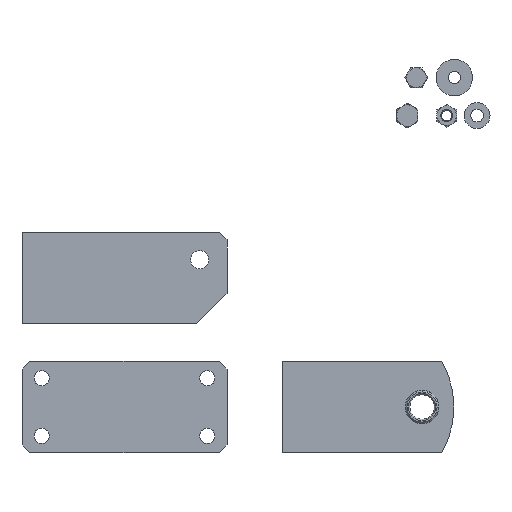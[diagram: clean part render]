
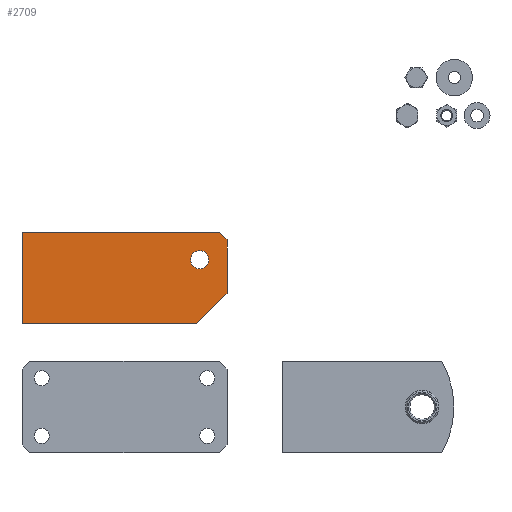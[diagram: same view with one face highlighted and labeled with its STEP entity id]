
A CAD part, front view. The second image highlights one B-rep face of the part: STEP entity #2709.
In plain terms, the highlighted planar face has unit normal (0, -1, 0).
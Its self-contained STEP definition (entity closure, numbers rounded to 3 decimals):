
#301 = CARTESIAN_POINT ( 'NONE',  ( 0., 0., 0. ) ) ;
#358 = DIRECTION ( 'NONE',  ( -0.707, 0., -0.707 ) ) ;
#404 = DIRECTION ( 'NONE',  ( 0., 0., -1. ) ) ;
#418 = CARTESIAN_POINT ( 'NONE',  ( -67.5, 0., 30. ) ) ;
#468 = VERTEX_POINT ( 'NONE', #3275 ) ;
#510 = VERTEX_POINT ( 'NONE', #2555 ) ;
#600 = VECTOR ( 'NONE', #3279, 1000. ) ;
#936 = PLANE ( 'NONE',  #2493 ) ;
#1170 = LINE ( 'NONE', #1247, #600 ) ;
#1247 = CARTESIAN_POINT ( 'NONE',  ( 62.5, 0., 30. ) ) ;
#1446 = ORIENTED_EDGE ( 'NONE', *, *, #4786, .F. ) ;
#1451 = DIRECTION ( 'NONE',  ( 0., 0., -1. ) ) ;
#1598 = EDGE_CURVE ( 'NONE', #3465, #5067, #3508, .T. ) ;
#2087 = VECTOR ( 'NONE', #4133, 1000. ) ;
#2099 = EDGE_LOOP ( 'NONE', ( #3619, #6634 ) ) ;
#2107 = ORIENTED_EDGE ( 'NONE', *, *, #3954, .F. ) ;
#2162 = ORIENTED_EDGE ( 'NONE', *, *, #2648, .F. ) ;
#2252 = VERTEX_POINT ( 'NONE', #6507 ) ;
#2254 = DIRECTION ( 'NONE',  ( 0., 1., 0. ) ) ;
#2399 = CARTESIAN_POINT ( 'NONE',  ( 67.5, 0., -10. ) ) ;
#2436 = DIRECTION ( 'NONE',  ( 0., -1., 0. ) ) ;
#2493 = AXIS2_PLACEMENT_3D ( 'NONE', #301, #2436, #1451 ) ;
#2555 = CARTESIAN_POINT ( 'NONE',  ( 47.5, 0., -30. ) ) ;
#2589 = CARTESIAN_POINT ( 'NONE',  ( 49.5, 0., 18. ) ) ;
#2614 = LINE ( 'NONE', #4139, #6474 ) ;
#2648 = EDGE_CURVE ( 'NONE', #468, #3873, #4585, .T. ) ;
#2709 = ADVANCED_FACE ( 'NONE', ( #6229, #5071 ), #936, .T. ) ;
#2852 = DIRECTION ( 'NONE',  ( 0., 0., 1. ) ) ;
#3157 = DIRECTION ( 'NONE',  ( 0.707, 0., -0.707 ) ) ;
#3275 = CARTESIAN_POINT ( 'NONE',  ( 67.5, 0., 25. ) ) ;
#3279 = DIRECTION ( 'NONE',  ( 1., 0., 0. ) ) ;
#3448 = EDGE_LOOP ( 'NONE', ( #6056, #2162, #5552, #2107, #5455, #1446 ) ) ;
#3465 = VERTEX_POINT ( 'NONE', #3895 ) ;
#3487 = CARTESIAN_POINT ( 'NONE',  ( 47.5, 0., -30. ) ) ;
#3508 = LINE ( 'NONE', #418, #2087 ) ;
#3544 = CARTESIAN_POINT ( 'NONE',  ( 49.5, 0., 12. ) ) ;
#3619 = ORIENTED_EDGE ( 'NONE', *, *, #5597, .T. ) ;
#3729 = CARTESIAN_POINT ( 'NONE',  ( 67.5, 0., -10. ) ) ;
#3797 = LINE ( 'NONE', #4858, #4926 ) ;
#3873 = VERTEX_POINT ( 'NONE', #3729 ) ;
#3895 = CARTESIAN_POINT ( 'NONE',  ( -67.5, 0., -30. ) ) ;
#3954 = EDGE_CURVE ( 'NONE', #5067, #6640, #1170, .T. ) ;
#4133 = DIRECTION ( 'NONE',  ( 0., 0., 1. ) ) ;
#4139 = CARTESIAN_POINT ( 'NONE',  ( 67.5, 0., 25. ) ) ;
#4155 = VERTEX_POINT ( 'NONE', #2589 ) ;
#4182 = CIRCLE ( 'NONE', #5411, 6. ) ;
#4436 = EDGE_CURVE ( 'NONE', #6640, #468, #2614, .T. ) ;
#4552 = CARTESIAN_POINT ( 'NONE',  ( -67.5, 0., 30. ) ) ;
#4585 = LINE ( 'NONE', #2399, #4600 ) ;
#4600 = VECTOR ( 'NONE', #404, 1000. ) ;
#4786 = EDGE_CURVE ( 'NONE', #510, #3465, #3797, .T. ) ;
#4858 = CARTESIAN_POINT ( 'NONE',  ( -67.5, 0., -30. ) ) ;
#4926 = VECTOR ( 'NONE', #6327, 1000. ) ;
#5067 = VERTEX_POINT ( 'NONE', #4552 ) ;
#5071 = FACE_BOUND ( 'NONE', #2099, .T. ) ;
#5073 = AXIS2_PLACEMENT_3D ( 'NONE', #6495, #2254, #2852 ) ;
#5167 = EDGE_CURVE ( 'NONE', #3873, #510, #6153, .T. ) ;
#5411 = AXIS2_PLACEMENT_3D ( 'NONE', #3544, #5743, #5673 ) ;
#5455 = ORIENTED_EDGE ( 'NONE', *, *, #1598, .F. ) ;
#5552 = ORIENTED_EDGE ( 'NONE', *, *, #4436, .F. ) ;
#5597 = EDGE_CURVE ( 'NONE', #2252, #4155, #4182, .T. ) ;
#5631 = CIRCLE ( 'NONE', #5073, 6. ) ;
#5673 = DIRECTION ( 'NONE',  ( 0., 0., 1. ) ) ;
#5743 = DIRECTION ( 'NONE',  ( 0., 1., 0. ) ) ;
#6056 = ORIENTED_EDGE ( 'NONE', *, *, #5167, .F. ) ;
#6153 = LINE ( 'NONE', #3487, #6356 ) ;
#6229 = FACE_OUTER_BOUND ( 'NONE', #3448, .T. ) ;
#6284 = EDGE_CURVE ( 'NONE', #4155, #2252, #5631, .T. ) ;
#6327 = DIRECTION ( 'NONE',  ( -1., 0., 0. ) ) ;
#6356 = VECTOR ( 'NONE', #358, 1000. ) ;
#6474 = VECTOR ( 'NONE', #3157, 1000. ) ;
#6495 = CARTESIAN_POINT ( 'NONE',  ( 49.5, 0., 12. ) ) ;
#6507 = CARTESIAN_POINT ( 'NONE',  ( 49.5, 0., 6. ) ) ;
#6508 = CARTESIAN_POINT ( 'NONE',  ( 62.5, 0., 30. ) ) ;
#6634 = ORIENTED_EDGE ( 'NONE', *, *, #6284, .T. ) ;
#6640 = VERTEX_POINT ( 'NONE', #6508 ) ;
